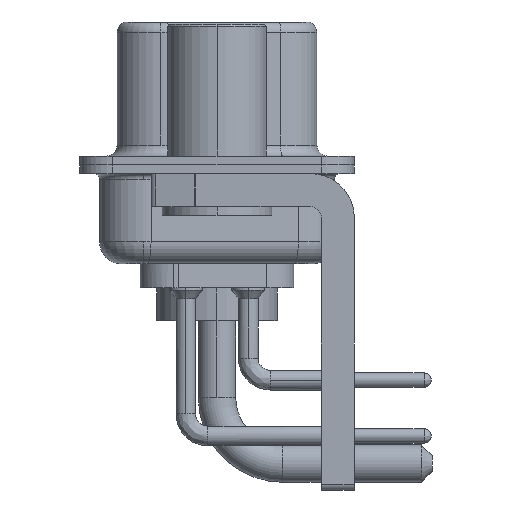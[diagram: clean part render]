
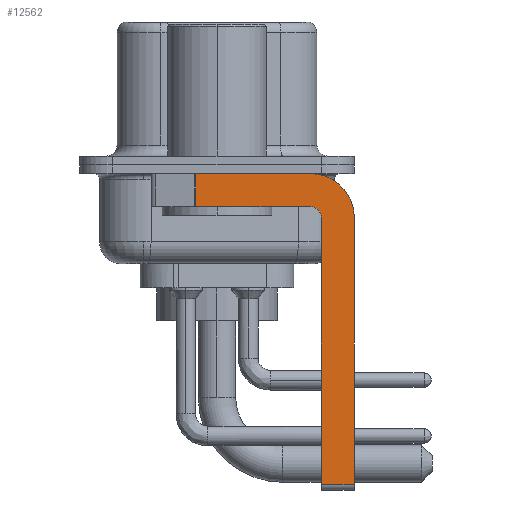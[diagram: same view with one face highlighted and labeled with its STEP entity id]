
A CAD part, left-side view. The second image highlights one B-rep face of the part: STEP entity #12562.
In plain terms, the highlighted planar face has unit normal (-1, 0, 0).
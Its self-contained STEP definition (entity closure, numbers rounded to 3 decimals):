
#203 = DIRECTION ( 'NONE',  ( 0., -1., 0. ) ) ;
#457 = CARTESIAN_POINT ( 'NONE',  ( -2.9, 3., -0.4 ) ) ;
#1126 = DIRECTION ( 'NONE',  ( 1., 0., 0. ) ) ;
#2010 = LINE ( 'NONE', #11784, #14866 ) ;
#2101 = CIRCLE ( 'NONE', #21380, 0.5 ) ;
#2265 = PLANE ( 'NONE',  #3994 ) ;
#2816 = CARTESIAN_POINT ( 'NONE',  ( -2.9, -4.25, -2.4 ) ) ;
#3003 = EDGE_CURVE ( 'NONE', #3940, #7281, #6447, .T. ) ;
#3602 = ORIENTED_EDGE ( 'NONE', *, *, #15125, .T. ) ;
#3665 = VERTEX_POINT ( 'NONE', #16826 ) ;
#3877 = ORIENTED_EDGE ( 'NONE', *, *, #11990, .F. ) ;
#3940 = VERTEX_POINT ( 'NONE', #21304 ) ;
#3988 = CARTESIAN_POINT ( 'NONE',  ( -2.9, -6.25, -14.55 ) ) ;
#3994 = AXIS2_PLACEMENT_3D ( 'NONE', #12660, #1126, #23909 ) ;
#4615 = VERTEX_POINT ( 'NONE', #23989 ) ;
#4910 = CIRCLE ( 'NONE', #22211, 2. ) ;
#5390 = ORIENTED_EDGE ( 'NONE', *, *, #14842, .F. ) ;
#5539 = ORIENTED_EDGE ( 'NONE', *, *, #16849, .F. ) ;
#5706 = VECTOR ( 'NONE', #12815, 1000. ) ;
#5838 = LINE ( 'NONE', #457, #10273 ) ;
#5969 = ORIENTED_EDGE ( 'NONE', *, *, #21611, .F. ) ;
#5974 = VERTEX_POINT ( 'NONE', #12641 ) ;
#6041 = LINE ( 'NONE', #8057, #10345 ) ;
#6447 = LINE ( 'NONE', #14105, #18390 ) ;
#6954 = DIRECTION ( 'NONE',  ( 1., 0., 0. ) ) ;
#7197 = EDGE_CURVE ( 'NONE', #21991, #20747, #2010, .T. ) ;
#7281 = VERTEX_POINT ( 'NONE', #23900 ) ;
#8057 = CARTESIAN_POINT ( 'NONE',  ( -2.9, -4.25, -1.9 ) ) ;
#8450 = DIRECTION ( 'NONE',  ( 0., 0., 1. ) ) ;
#8573 = DIRECTION ( 'NONE',  ( -1., 0., 0. ) ) ;
#9485 = EDGE_LOOP ( 'NONE', ( #5539, #14162, #3877, #20200, #24811, #3602, #5969, #5390 ) ) ;
#10273 = VECTOR ( 'NONE', #203, 1000. ) ;
#10345 = VECTOR ( 'NONE', #14211, 1000. ) ;
#11784 = CARTESIAN_POINT ( 'NONE',  ( -2.9, 0.978, -1.9 ) ) ;
#11990 = EDGE_CURVE ( 'NONE', #5974, #20747, #6041, .T. ) ;
#12223 = DIRECTION ( 'NONE',  ( 0., 0., 1. ) ) ;
#12562 = ADVANCED_FACE ( 'NONE', ( #19480 ), #2265, .F. ) ;
#12608 = CARTESIAN_POINT ( 'NONE',  ( -2.9, -6.25, -2.4 ) ) ;
#12616 = VECTOR ( 'NONE', #12733, 1000. ) ;
#12641 = CARTESIAN_POINT ( 'NONE',  ( -2.9, -4.25, -1.9 ) ) ;
#12660 = CARTESIAN_POINT ( 'NONE',  ( -2.9, -4.25, -2.4 ) ) ;
#12733 = DIRECTION ( 'NONE',  ( 0., 0., -1. ) ) ;
#12815 = DIRECTION ( 'NONE',  ( 0., -1., 0. ) ) ;
#13395 = EDGE_CURVE ( 'NONE', #7281, #5974, #2101, .T. ) ;
#13666 = DIRECTION ( 'NONE',  ( 0., 0., -1. ) ) ;
#14105 = CARTESIAN_POINT ( 'NONE',  ( -2.9, -4.75, -14.8 ) ) ;
#14162 = ORIENTED_EDGE ( 'NONE', *, *, #7197, .T. ) ;
#14211 = DIRECTION ( 'NONE',  ( 0., 1., 0. ) ) ;
#14386 = CARTESIAN_POINT ( 'NONE',  ( -2.9, -4.25, -2.4 ) ) ;
#14564 = CARTESIAN_POINT ( 'NONE',  ( -2.9, -4.25, -14.55 ) ) ;
#14842 = EDGE_CURVE ( 'NONE', #3665, #4615, #4910, .T. ) ;
#14866 = VECTOR ( 'NONE', #13666, 1000. ) ;
#15125 = EDGE_CURVE ( 'NONE', #3940, #24524, #16458, .T. ) ;
#16239 = CARTESIAN_POINT ( 'NONE',  ( -2.9, 0.978, -0.4 ) ) ;
#16458 = LINE ( 'NONE', #14564, #5706 ) ;
#16826 = CARTESIAN_POINT ( 'NONE',  ( -2.9, -4.25, -0.4 ) ) ;
#16849 = EDGE_CURVE ( 'NONE', #21991, #3665, #5838, .T. ) ;
#17467 = CARTESIAN_POINT ( 'NONE',  ( -2.9, 0.978, -1.9 ) ) ;
#18390 = VECTOR ( 'NONE', #12223, 1000. ) ;
#19480 = FACE_OUTER_BOUND ( 'NONE', #9485, .T. ) ;
#20200 = ORIENTED_EDGE ( 'NONE', *, *, #13395, .F. ) ;
#20747 = VERTEX_POINT ( 'NONE', #17467 ) ;
#21304 = CARTESIAN_POINT ( 'NONE',  ( -2.9, -4.75, -14.55 ) ) ;
#21380 = AXIS2_PLACEMENT_3D ( 'NONE', #2816, #8573, #8450 ) ;
#21611 = EDGE_CURVE ( 'NONE', #4615, #24524, #23981, .T. ) ;
#21991 = VERTEX_POINT ( 'NONE', #16239 ) ;
#22211 = AXIS2_PLACEMENT_3D ( 'NONE', #14386, #6954, #23869 ) ;
#23869 = DIRECTION ( 'NONE',  ( 0., 0., -1. ) ) ;
#23900 = CARTESIAN_POINT ( 'NONE',  ( -2.9, -4.75, -2.4 ) ) ;
#23909 = DIRECTION ( 'NONE',  ( 0., 0., -1. ) ) ;
#23981 = LINE ( 'NONE', #12608, #12616 ) ;
#23989 = CARTESIAN_POINT ( 'NONE',  ( -2.9, -6.25, -2.4 ) ) ;
#24524 = VERTEX_POINT ( 'NONE', #3988 ) ;
#24811 = ORIENTED_EDGE ( 'NONE', *, *, #3003, .F. ) ;
